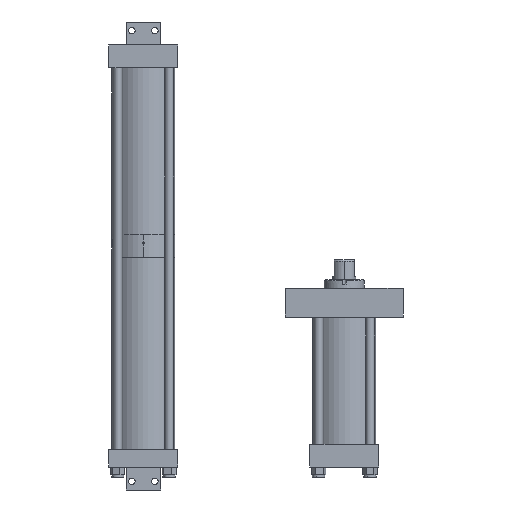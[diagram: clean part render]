
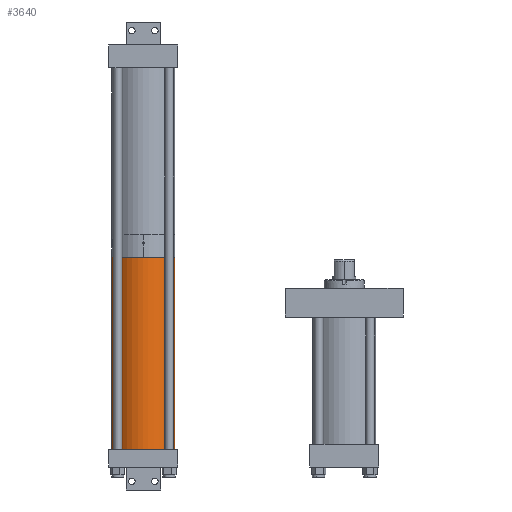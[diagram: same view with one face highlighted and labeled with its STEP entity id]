
A CAD part, front view. The second image highlights one B-rep face of the part: STEP entity #3640.
In plain terms, the highlighted cylindrical face has radius 34.925 mm (diameter 69.85 mm), a partial arc.
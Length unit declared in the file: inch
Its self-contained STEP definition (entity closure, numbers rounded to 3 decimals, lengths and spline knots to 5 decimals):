
#195 = CARTESIAN_POINT ( 'NONE',  ( 0., 0., 0. ) ) ;
#222 = VERTEX_POINT ( 'NONE', #9417 ) ;
#312 = AXIS2_PLACEMENT_3D ( 'NONE', #3502, #10568, #5097 ) ;
#398 = EDGE_LOOP ( 'NONE', ( #12347, #11432, #12304, #5722 ) ) ;
#850 = CARTESIAN_POINT ( 'NONE',  ( 8.381, 0., 0. ) ) ;
#1579 = EDGE_CURVE ( 'NONE', #2883, #222, #9344, .T. ) ;
#1830 = DIRECTION ( 'NONE',  ( 0., 0., -1. ) ) ;
#2451 = DIRECTION ( 'NONE',  ( 0., 0., 1. ) ) ;
#2497 = EDGE_CURVE ( 'NONE', #8536, #4998, #2540, .T. ) ;
#2540 = CIRCLE ( 'NONE', #312, 1.375 ) ;
#2883 = VERTEX_POINT ( 'NONE', #11410 ) ;
#3181 = AXIS2_PLACEMENT_3D ( 'NONE', #850, #7949, #2451 ) ;
#3502 = CARTESIAN_POINT ( 'NONE',  ( 8.381, 0., 0. ) ) ;
#3640 = ADVANCED_FACE ( 'NONE', ( #5281 ), #6321, .T. ) ;
#4554 = LINE ( 'NONE', #11618, #8594 ) ;
#4661 = CARTESIAN_POINT ( 'NONE',  ( 8.381, 0., -1.375 ) ) ;
#4754 = CARTESIAN_POINT ( 'NONE',  ( 8.381, 0., -1.375 ) ) ;
#4998 = VERTEX_POINT ( 'NONE', #4754 ) ;
#5097 = DIRECTION ( 'NONE',  ( 0., 0., -1. ) ) ;
#5281 = FACE_OUTER_BOUND ( 'NONE', #398, .T. ) ;
#5722 = ORIENTED_EDGE ( 'NONE', *, *, #1579, .T. ) ;
#5748 = CARTESIAN_POINT ( 'NONE',  ( 8.381, 0., 1.375 ) ) ;
#6174 = DIRECTION ( 'NONE',  ( -1., 0., 0. ) ) ;
#6321 = CYLINDRICAL_SURFACE ( 'NONE', #3181, 1.375 ) ;
#7292 = DIRECTION ( 'NONE',  ( 1., 0., 0. ) ) ;
#7763 = EDGE_CURVE ( 'NONE', #4998, #222, #10144, .T. ) ;
#7948 = VECTOR ( 'NONE', #11727, 39.37008 ) ;
#7949 = DIRECTION ( 'NONE',  ( -1., 0., 0. ) ) ;
#8422 = AXIS2_PLACEMENT_3D ( 'NONE', #195, #7292, #1830 ) ;
#8536 = VERTEX_POINT ( 'NONE', #5748 ) ;
#8594 = VECTOR ( 'NONE', #6174, 39.37008 ) ;
#9344 = CIRCLE ( 'NONE', #8422, 1.375 ) ;
#9417 = CARTESIAN_POINT ( 'NONE',  ( 0., 0., -1.375 ) ) ;
#10117 = EDGE_CURVE ( 'NONE', #8536, #2883, #4554, .T. ) ;
#10144 = LINE ( 'NONE', #4661, #7948 ) ;
#10568 = DIRECTION ( 'NONE',  ( 1., 0., 0. ) ) ;
#11410 = CARTESIAN_POINT ( 'NONE',  ( 0., 0., 1.375 ) ) ;
#11432 = ORIENTED_EDGE ( 'NONE', *, *, #2497, .F. ) ;
#11618 = CARTESIAN_POINT ( 'NONE',  ( 8.381, 0., 1.375 ) ) ;
#11727 = DIRECTION ( 'NONE',  ( -1., 0., 0. ) ) ;
#12304 = ORIENTED_EDGE ( 'NONE', *, *, #10117, .T. ) ;
#12347 = ORIENTED_EDGE ( 'NONE', *, *, #7763, .F. ) ;
